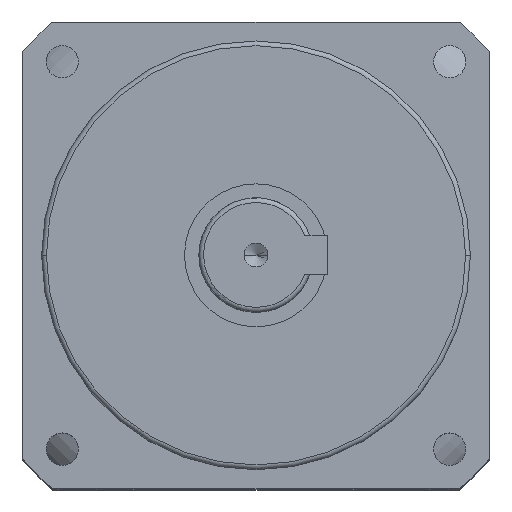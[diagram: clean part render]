
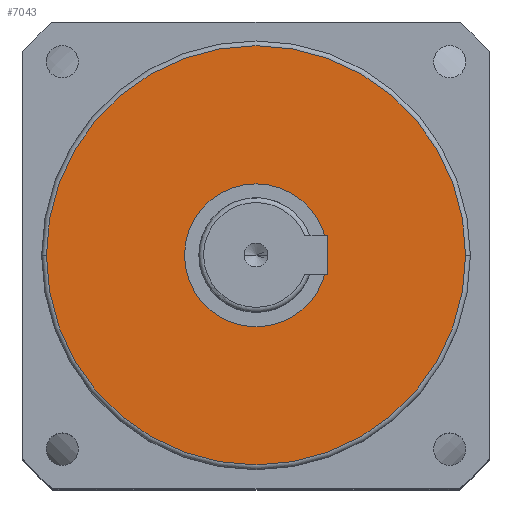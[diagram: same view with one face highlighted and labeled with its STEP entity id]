
A CAD part, top view. The second image highlights one B-rep face of the part: STEP entity #7043.
In plain terms, the highlighted planar face has unit normal (0, 0, 1).
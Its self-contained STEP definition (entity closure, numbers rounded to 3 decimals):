
#591 = CIRCLE ( 'NONE', #5440, 15. ) ;
#942 = CIRCLE ( 'NONE', #1747, 44. ) ;
#972 = DIRECTION ( 'NONE',  ( 0., 0., 1. ) ) ;
#1456 = EDGE_CURVE ( 'NONE', #6810, #5527, #942, .T. ) ;
#1697 = CIRCLE ( 'NONE', #3224, 44. ) ;
#1747 = AXIS2_PLACEMENT_3D ( 'NONE', #5174, #972, #5872 ) ;
#1810 = AXIS2_PLACEMENT_3D ( 'NONE', #1983, #8236, #4093 ) ;
#1876 = CARTESIAN_POINT ( 'NONE',  ( 0., 0., -41. ) ) ;
#1908 = FACE_OUTER_BOUND ( 'NONE', #6415, .T. ) ;
#1983 = CARTESIAN_POINT ( 'NONE',  ( 0., 44., -41. ) ) ;
#2590 = DIRECTION ( 'NONE',  ( 1., 0., 0. ) ) ;
#2605 = DIRECTION ( 'NONE',  ( 0., 0., 1. ) ) ;
#2795 = DIRECTION ( 'NONE',  ( 0., 0., 1. ) ) ;
#2950 = CARTESIAN_POINT ( 'NONE',  ( -15., 0., -41. ) ) ;
#2955 = ORIENTED_EDGE ( 'NONE', *, *, #1456, .T. ) ;
#3070 = ORIENTED_EDGE ( 'NONE', *, *, #7118, .T. ) ;
#3224 = AXIS2_PLACEMENT_3D ( 'NONE', #6969, #2795, #7664 ) ;
#3446 = EDGE_LOOP ( 'NONE', ( #3614, #4457 ) ) ;
#3614 = ORIENTED_EDGE ( 'NONE', *, *, #6825, .F. ) ;
#4093 = DIRECTION ( 'NONE',  ( -1., 0., 0. ) ) ;
#4457 = ORIENTED_EDGE ( 'NONE', *, *, #4714, .F. ) ;
#4714 = EDGE_CURVE ( 'NONE', #8426, #6664, #8371, .T. ) ;
#5174 = CARTESIAN_POINT ( 'NONE',  ( 0., 0., -41. ) ) ;
#5440 = AXIS2_PLACEMENT_3D ( 'NONE', #1876, #6766, #2590 ) ;
#5527 = VERTEX_POINT ( 'NONE', #7258 ) ;
#5872 = DIRECTION ( 'NONE',  ( 1., 0., 0. ) ) ;
#6415 = EDGE_LOOP ( 'NONE', ( #3070, #2955 ) ) ;
#6618 = CARTESIAN_POINT ( 'NONE',  ( -44., 0., -41. ) ) ;
#6664 = VERTEX_POINT ( 'NONE', #8811 ) ;
#6766 = DIRECTION ( 'NONE',  ( 0., 0., 1. ) ) ;
#6783 = CARTESIAN_POINT ( 'NONE',  ( 0., 0., -41. ) ) ;
#6810 = VERTEX_POINT ( 'NONE', #6618 ) ;
#6825 = EDGE_CURVE ( 'NONE', #6664, #8426, #591, .T. ) ;
#6828 = AXIS2_PLACEMENT_3D ( 'NONE', #6783, #2605, #7485 ) ;
#6969 = CARTESIAN_POINT ( 'NONE',  ( 0., 0., -41. ) ) ;
#7043 = ADVANCED_FACE ( 'NONE', ( #8838, #1908 ), #8876, .F. ) ;
#7118 = EDGE_CURVE ( 'NONE', #5527, #6810, #1697, .T. ) ;
#7258 = CARTESIAN_POINT ( 'NONE',  ( 44., 0., -41. ) ) ;
#7485 = DIRECTION ( 'NONE',  ( 1., 0., 0. ) ) ;
#7664 = DIRECTION ( 'NONE',  ( 1., 0., 0. ) ) ;
#8236 = DIRECTION ( 'NONE',  ( 0., 0., -1. ) ) ;
#8371 = CIRCLE ( 'NONE', #6828, 15. ) ;
#8426 = VERTEX_POINT ( 'NONE', #2950 ) ;
#8811 = CARTESIAN_POINT ( 'NONE',  ( 15., 0., -41. ) ) ;
#8838 = FACE_BOUND ( 'NONE', #3446, .T. ) ;
#8876 = PLANE ( 'NONE',  #1810 ) ;
